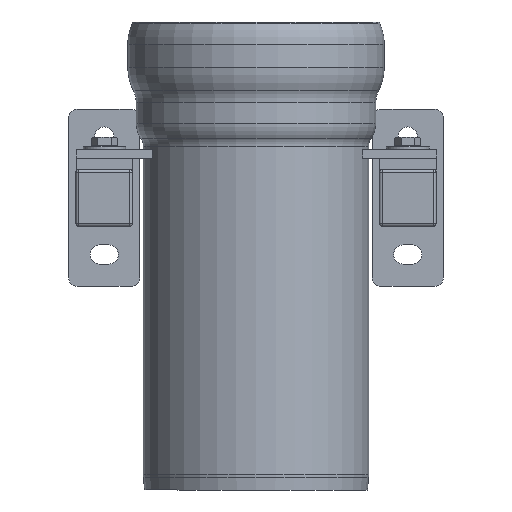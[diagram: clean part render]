
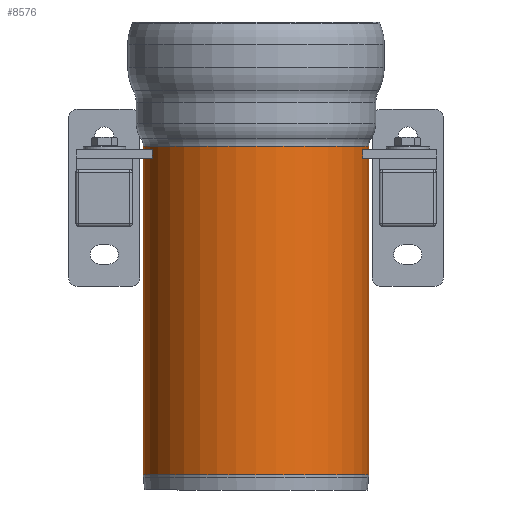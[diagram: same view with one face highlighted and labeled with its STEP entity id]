
A CAD part, front view. The second image highlights one B-rep face of the part: STEP entity #8576.
In plain terms, the highlighted cylindrical face has radius 79.5 mm (diameter 159 mm), a full revolution.
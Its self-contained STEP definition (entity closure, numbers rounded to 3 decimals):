
#852=FACE_OUTER_BOUND('',#1410,.T.);
#1410=EDGE_LOOP('',(#7105,#7106,#7107,#7108,#7109,#7110));
#2151=LINE('',#15292,#2911);
#2911=VECTOR('',#11377,79.5);
#3405=CIRCLE('',#9345,79.5);
#3409=CIRCLE('',#9349,79.5);
#3410=CIRCLE('',#9351,79.5);
#3411=CIRCLE('',#9352,79.5);
#4083=VERTEX_POINT('',#15278);
#4084=VERTEX_POINT('',#15279);
#4087=VERTEX_POINT('',#15288);
#4088=VERTEX_POINT('',#15289);
#5127=EDGE_CURVE('',#4083,#4084,#3405,.T.);
#5131=EDGE_CURVE('',#4084,#4083,#3409,.T.);
#5132=EDGE_CURVE('',#4087,#4088,#3410,.T.);
#5133=EDGE_CURVE('',#4088,#4087,#3411,.T.);
#5134=EDGE_CURVE('',#4088,#4083,#2151,.T.);
#7105=ORIENTED_EDGE('',*,*,#5132,.F.);
#7106=ORIENTED_EDGE('',*,*,#5133,.F.);
#7107=ORIENTED_EDGE('',*,*,#5134,.T.);
#7108=ORIENTED_EDGE('',*,*,#5131,.F.);
#7109=ORIENTED_EDGE('',*,*,#5127,.F.);
#7110=ORIENTED_EDGE('',*,*,#5134,.F.);
#8213=CYLINDRICAL_SURFACE('',#9350,79.5);
#8576=ADVANCED_FACE('',(#852),#8213,.T.);
#9345=AXIS2_PLACEMENT_3D('',#15280,#11361,#11362);
#9349=AXIS2_PLACEMENT_3D('',#15286,#11369,#11370);
#9350=AXIS2_PLACEMENT_3D('',#15287,#11371,#11372);
#9351=AXIS2_PLACEMENT_3D('',#15290,#11373,#11374);
#9352=AXIS2_PLACEMENT_3D('',#15291,#11375,#11376);
#11361=DIRECTION('center_axis',(0.,0.,-1.));
#11362=DIRECTION('ref_axis',(1.,0.,0.));
#11369=DIRECTION('center_axis',(0.,0.,-1.));
#11370=DIRECTION('ref_axis',(1.,0.,0.));
#11371=DIRECTION('center_axis',(0.,0.,1.));
#11372=DIRECTION('ref_axis',(-1.,0.,0.));
#11373=DIRECTION('center_axis',(0.,0.,1.));
#11374=DIRECTION('ref_axis',(-1.,0.,0.));
#11375=DIRECTION('center_axis',(0.,0.,1.));
#11376=DIRECTION('ref_axis',(-1.,0.,0.));
#11377=DIRECTION('',(0.,0.,-1.));
#15278=CARTESIAN_POINT('',(-2836.697,-168.,194.838));
#15279=CARTESIAN_POINT('',(-2916.197,-88.5,194.838));
#15280=CARTESIAN_POINT('Origin',(-2916.197,-168.,194.838));
#15286=CARTESIAN_POINT('Origin',(-2916.197,-168.,194.838));
#15287=CARTESIAN_POINT('Origin',(-2916.197,-168.,-814.635));
#15288=CARTESIAN_POINT('',(-2916.197,-88.5,426.655));
#15289=CARTESIAN_POINT('',(-2836.697,-168.,426.655));
#15290=CARTESIAN_POINT('Origin',(-2916.197,-168.,426.655));
#15291=CARTESIAN_POINT('Origin',(-2916.197,-168.,426.655));
#15292=CARTESIAN_POINT('',(-2836.697,-168.,-814.635));
